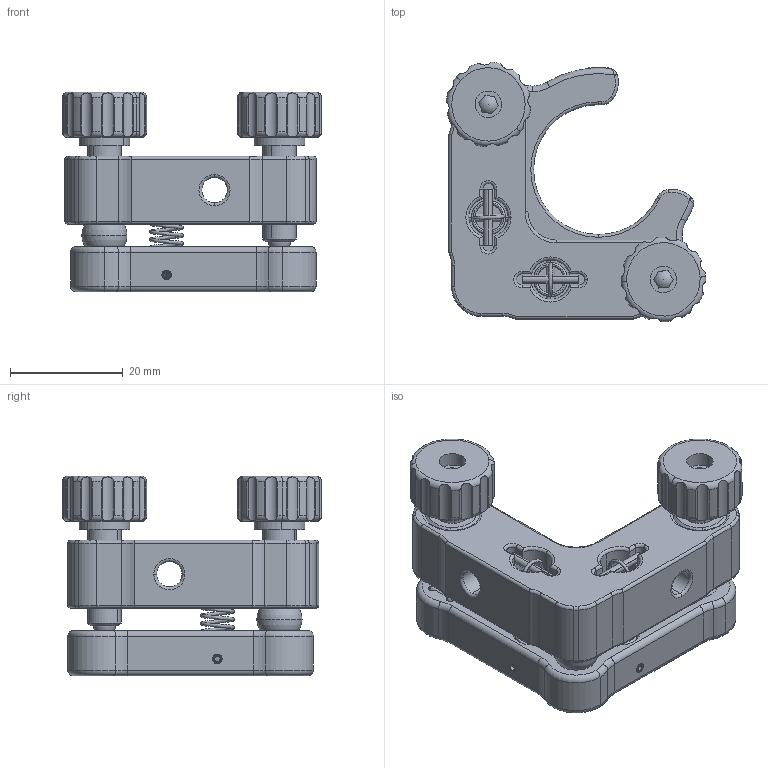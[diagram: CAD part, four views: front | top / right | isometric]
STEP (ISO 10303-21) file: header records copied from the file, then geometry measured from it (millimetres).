
FILE_DESCRIPTION (( 'STEP AP203' ), '1' );
FILE_NAME ('04QMT-1(M).STEP', '2021-08-10T09:03:00', ( '' ), ( '' ), 'SwSTEP 2.0', 'SolidWorks 2020', '' );
FILE_SCHEMA (( 'CONFIG_CONTROL_DESIGN' ));
Length unit declared in the file: millimetre
Products named in the file (1): 04QMT-1(M)
Bounding box: 45.98 x 45.97 x 35.35 mm (x, y, z)
Surface area: 12463.1 mm2 (no closed solid volume)
Topology: 0 solids, 25 shells, 530 faces, 1406 edges, 891 vertices
Faces by surface type: cylinder 273, torus 155, plane 72, bspline 12, cone 12, sphere 6
Entity records: 22732 total; most frequent: CARTESIAN_POINT 9621, DIRECTION 2902, ORIENTED_EDGE 2599, EDGE_CURVE 1387, AXIS2_PLACEMENT_3D 1229, VERTEX_POINT 882, CIRCLE 710, EDGE_LOOP 568
